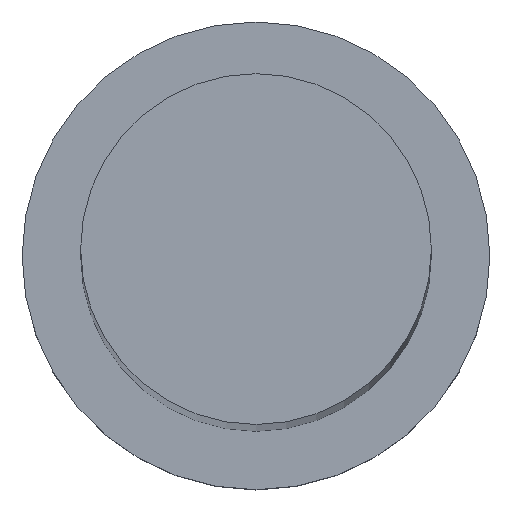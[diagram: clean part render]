
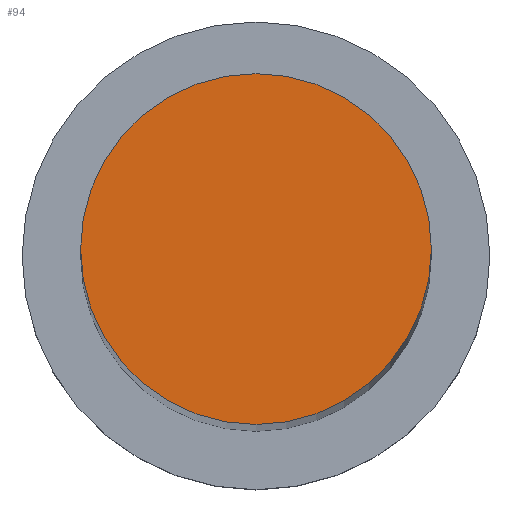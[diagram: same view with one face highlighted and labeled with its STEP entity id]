
A CAD part, top view. The second image highlights one B-rep face of the part: STEP entity #94.
In plain terms, the highlighted planar face has unit normal (0, 0, 1).
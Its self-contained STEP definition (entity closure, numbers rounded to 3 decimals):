
#4 = ORIENTED_EDGE ( 'NONE', *, *, #104, .T. ) ;
#16 = AXIS2_PLACEMENT_3D ( 'NONE', #49, #45, #125 ) ;
#32 = AXIS2_PLACEMENT_3D ( 'NONE', #232, #51, #132 ) ;
#45 = DIRECTION ( 'NONE',  ( 0., 0., 1. ) ) ;
#46 = EDGE_CURVE ( 'NONE', #239, #56, #80, .T. ) ;
#47 = CARTESIAN_POINT ( 'NONE',  ( -9., 0., 207. ) ) ;
#49 = CARTESIAN_POINT ( 'NONE',  ( 0., 0., 207. ) ) ;
#51 = DIRECTION ( 'NONE',  ( 0., 0., 1. ) ) ;
#56 = VERTEX_POINT ( 'NONE', #47 ) ;
#80 = CIRCLE ( 'NONE', #16, 9. ) ;
#81 = EDGE_LOOP ( 'NONE', ( #4, #214 ) ) ;
#94 = ADVANCED_FACE ( 'NONE', ( #110 ), #228, .T. ) ;
#104 = EDGE_CURVE ( 'NONE', #56, #239, #210, .T. ) ;
#110 = FACE_OUTER_BOUND ( 'NONE', #81, .T. ) ;
#125 = DIRECTION ( 'NONE',  ( 1., 0., 0. ) ) ;
#132 = DIRECTION ( 'NONE',  ( 1., 0., 0. ) ) ;
#144 = CARTESIAN_POINT ( 'NONE',  ( 9., 0., 207. ) ) ;
#189 = DIRECTION ( 'NONE',  ( 0., 0., 1. ) ) ;
#192 = CARTESIAN_POINT ( 'NONE',  ( 0., 0., 207. ) ) ;
#210 = CIRCLE ( 'NONE', #250, 9. ) ;
#214 = ORIENTED_EDGE ( 'NONE', *, *, #46, .T. ) ;
#228 = PLANE ( 'NONE',  #32 ) ;
#229 = DIRECTION ( 'NONE',  ( 1., 0., 0. ) ) ;
#232 = CARTESIAN_POINT ( 'NONE',  ( 0., 0., 207. ) ) ;
#239 = VERTEX_POINT ( 'NONE', #144 ) ;
#250 = AXIS2_PLACEMENT_3D ( 'NONE', #192, #189, #229 ) ;
